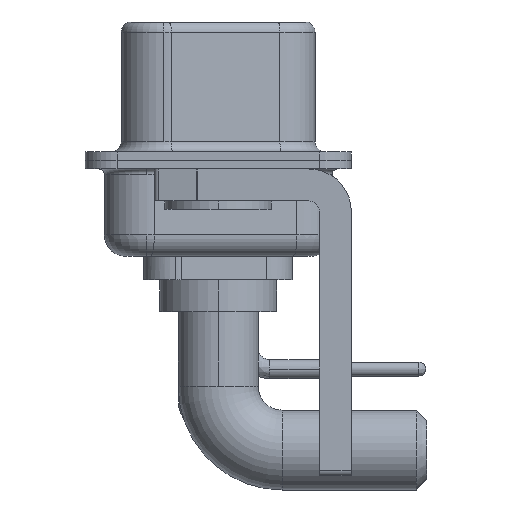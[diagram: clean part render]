
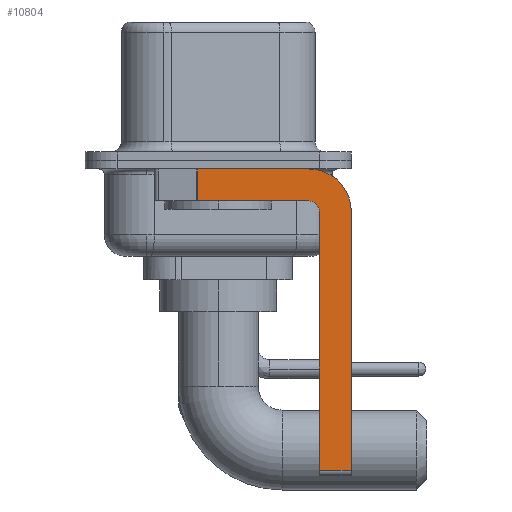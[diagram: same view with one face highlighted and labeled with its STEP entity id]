
A CAD part, left-side view. The second image highlights one B-rep face of the part: STEP entity #10804.
In plain terms, the highlighted planar face has unit normal (-1, 0, 0).
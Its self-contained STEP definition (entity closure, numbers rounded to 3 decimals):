
#409 = EDGE_LOOP ( 'NONE', ( #7971, #15494, #23814, #9311, #5779, #22525, #14768, #18171 ) ) ;
#810 = VERTEX_POINT ( 'NONE', #13787 ) ;
#1212 = CARTESIAN_POINT ( 'NONE',  ( -2.9, -6.25, -14.55 ) ) ;
#1283 = VECTOR ( 'NONE', #4651, 1000. ) ;
#1349 = VERTEX_POINT ( 'NONE', #17877 ) ;
#1432 = CARTESIAN_POINT ( 'NONE',  ( -2.9, -4.25, -2.4 ) ) ;
#1989 = CARTESIAN_POINT ( 'NONE',  ( -2.9, -4.25, -2.4 ) ) ;
#2963 = CIRCLE ( 'NONE', #6301, 0.5 ) ;
#3062 = VECTOR ( 'NONE', #16052, 1000. ) ;
#3349 = EDGE_CURVE ( 'NONE', #20514, #16223, #13090, .T. ) ;
#3430 = CARTESIAN_POINT ( 'NONE',  ( -2.9, -4.75, -14.55 ) ) ;
#3832 = CARTESIAN_POINT ( 'NONE',  ( -2.9, -4.75, -14.8 ) ) ;
#3863 = LINE ( 'NONE', #19448, #6855 ) ;
#4084 = LINE ( 'NONE', #3832, #3062 ) ;
#4514 = EDGE_CURVE ( 'NONE', #11134, #16223, #22047, .T. ) ;
#4561 = VECTOR ( 'NONE', #24709, 1000. ) ;
#4651 = DIRECTION ( 'NONE',  ( 0., 0., -1. ) ) ;
#4884 = VERTEX_POINT ( 'NONE', #20213 ) ;
#4933 = DIRECTION ( 'NONE',  ( 1., 0., 0. ) ) ;
#5779 = ORIENTED_EDGE ( 'NONE', *, *, #10034, .F. ) ;
#5902 = AXIS2_PLACEMENT_3D ( 'NONE', #1432, #4933, #9301 ) ;
#6301 = AXIS2_PLACEMENT_3D ( 'NONE', #1989, #16021, #17835 ) ;
#6461 = CARTESIAN_POINT ( 'NONE',  ( -2.9, 0.978, -1.9 ) ) ;
#6594 = CARTESIAN_POINT ( 'NONE',  ( -2.9, 0.978, -0.4 ) ) ;
#6855 = VECTOR ( 'NONE', #19174, 1000. ) ;
#7246 = CIRCLE ( 'NONE', #14626, 2. ) ;
#7274 = DIRECTION ( 'NONE',  ( 0., -1., 0. ) ) ;
#7971 = ORIENTED_EDGE ( 'NONE', *, *, #22111, .F. ) ;
#9301 = DIRECTION ( 'NONE',  ( 0., 0., -1. ) ) ;
#9311 = ORIENTED_EDGE ( 'NONE', *, *, #11859, .F. ) ;
#10034 = EDGE_CURVE ( 'NONE', #18904, #810, #4084, .T. ) ;
#10442 = EDGE_CURVE ( 'NONE', #18904, #24918, #14866, .T. ) ;
#10804 = ADVANCED_FACE ( 'NONE', ( #11228 ), #19082, .F. ) ;
#11134 = VERTEX_POINT ( 'NONE', #6594 ) ;
#11228 = FACE_OUTER_BOUND ( 'NONE', #409, .T. ) ;
#11421 = VECTOR ( 'NONE', #7274, 1000. ) ;
#11859 = EDGE_CURVE ( 'NONE', #810, #20514, #2963, .T. ) ;
#12223 = VECTOR ( 'NONE', #18859, 1000. ) ;
#13090 = LINE ( 'NONE', #22893, #4561 ) ;
#13787 = CARTESIAN_POINT ( 'NONE',  ( -2.9, -4.75, -2.4 ) ) ;
#14626 = AXIS2_PLACEMENT_3D ( 'NONE', #21631, #16311, #23685 ) ;
#14768 = ORIENTED_EDGE ( 'NONE', *, *, #22884, .F. ) ;
#14866 = LINE ( 'NONE', #25199, #12223 ) ;
#15494 = ORIENTED_EDGE ( 'NONE', *, *, #4514, .T. ) ;
#15549 = EDGE_CURVE ( 'NONE', #1349, #4884, #7246, .T. ) ;
#16021 = DIRECTION ( 'NONE',  ( -1., 0., 0. ) ) ;
#16052 = DIRECTION ( 'NONE',  ( 0., 0., 1. ) ) ;
#16223 = VERTEX_POINT ( 'NONE', #16539 ) ;
#16311 = DIRECTION ( 'NONE',  ( 1., 0., 0. ) ) ;
#16539 = CARTESIAN_POINT ( 'NONE',  ( -2.9, 0.978, -1.9 ) ) ;
#16797 = CARTESIAN_POINT ( 'NONE',  ( -2.9, 3., -0.4 ) ) ;
#16929 = LINE ( 'NONE', #16797, #11421 ) ;
#17835 = DIRECTION ( 'NONE',  ( 0., 0., 1. ) ) ;
#17877 = CARTESIAN_POINT ( 'NONE',  ( -2.9, -4.25, -0.4 ) ) ;
#18171 = ORIENTED_EDGE ( 'NONE', *, *, #15549, .F. ) ;
#18859 = DIRECTION ( 'NONE',  ( 0., -1., 0. ) ) ;
#18904 = VERTEX_POINT ( 'NONE', #3430 ) ;
#19082 = PLANE ( 'NONE',  #5902 ) ;
#19174 = DIRECTION ( 'NONE',  ( 0., 0., -1. ) ) ;
#19448 = CARTESIAN_POINT ( 'NONE',  ( -2.9, -6.25, -2.4 ) ) ;
#20213 = CARTESIAN_POINT ( 'NONE',  ( -2.9, -6.25, -2.4 ) ) ;
#20514 = VERTEX_POINT ( 'NONE', #21991 ) ;
#21631 = CARTESIAN_POINT ( 'NONE',  ( -2.9, -4.25, -2.4 ) ) ;
#21991 = CARTESIAN_POINT ( 'NONE',  ( -2.9, -4.25, -1.9 ) ) ;
#22047 = LINE ( 'NONE', #6461, #1283 ) ;
#22111 = EDGE_CURVE ( 'NONE', #11134, #1349, #16929, .T. ) ;
#22525 = ORIENTED_EDGE ( 'NONE', *, *, #10442, .T. ) ;
#22884 = EDGE_CURVE ( 'NONE', #4884, #24918, #3863, .T. ) ;
#22893 = CARTESIAN_POINT ( 'NONE',  ( -2.9, -4.25, -1.9 ) ) ;
#23685 = DIRECTION ( 'NONE',  ( 0., 0., -1. ) ) ;
#23814 = ORIENTED_EDGE ( 'NONE', *, *, #3349, .F. ) ;
#24709 = DIRECTION ( 'NONE',  ( 0., 1., 0. ) ) ;
#24918 = VERTEX_POINT ( 'NONE', #1212 ) ;
#25199 = CARTESIAN_POINT ( 'NONE',  ( -2.9, -4.25, -14.55 ) ) ;
